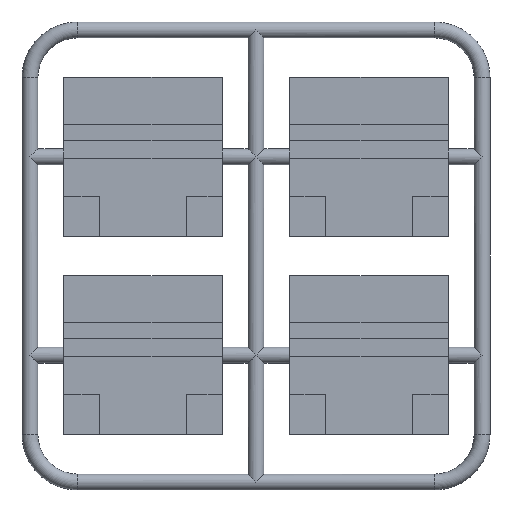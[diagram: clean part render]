
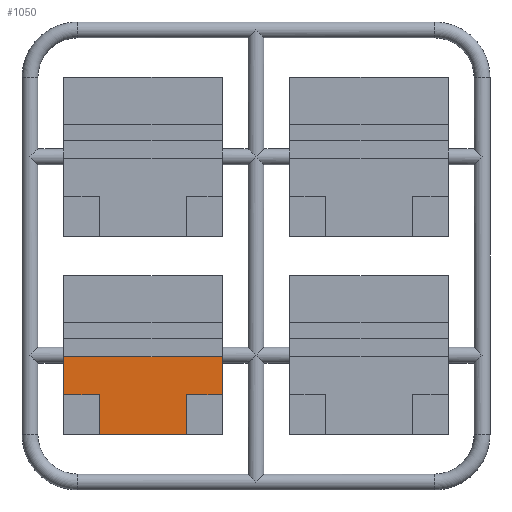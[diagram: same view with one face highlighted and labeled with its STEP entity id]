
A CAD part, top view. The second image highlights one B-rep face of the part: STEP entity #1050.
In plain terms, the highlighted planar face has unit normal (0, 0, 1).
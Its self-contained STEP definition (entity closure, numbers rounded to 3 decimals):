
#143=FACE_OUTER_BOUND('',#203,.T.);
#203=EDGE_LOOP('',(#749,#750,#751,#752,#753,#754,#755,#756));
#281=LINE('',#1650,#370);
#292=LINE('',#1672,#381);
#299=LINE('',#1685,#388);
#300=LINE('',#1688,#389);
#301=LINE('',#1690,#390);
#302=LINE('',#1691,#391);
#303=LINE('',#1693,#392);
#304=LINE('',#1694,#393);
#370=VECTOR('',#1291,10.);
#381=VECTOR('',#1304,10.);
#388=VECTOR('',#1315,10.);
#389=VECTOR('',#1318,10.);
#390=VECTOR('',#1319,10.);
#391=VECTOR('',#1320,10.);
#392=VECTOR('',#1321,10.);
#393=VECTOR('',#1322,10.);
#454=VERTEX_POINT('',#1647);
#455=VERTEX_POINT('',#1649);
#464=VERTEX_POINT('',#1669);
#465=VERTEX_POINT('',#1671);
#469=VERTEX_POINT('',#1683);
#470=VERTEX_POINT('',#1687);
#471=VERTEX_POINT('',#1689);
#472=VERTEX_POINT('',#1692);
#563=EDGE_CURVE('',#455,#454,#281,.T.);
#574=EDGE_CURVE('',#465,#464,#292,.T.);
#581=EDGE_CURVE('',#464,#469,#299,.T.);
#582=EDGE_CURVE('',#470,#469,#300,.T.);
#583=EDGE_CURVE('',#470,#471,#301,.T.);
#584=EDGE_CURVE('',#471,#455,#302,.T.);
#585=EDGE_CURVE('',#454,#472,#303,.T.);
#586=EDGE_CURVE('',#472,#465,#304,.T.);
#749=ORIENTED_EDGE('',*,*,#581,.T.);
#750=ORIENTED_EDGE('',*,*,#582,.F.);
#751=ORIENTED_EDGE('',*,*,#583,.T.);
#752=ORIENTED_EDGE('',*,*,#584,.T.);
#753=ORIENTED_EDGE('',*,*,#563,.T.);
#754=ORIENTED_EDGE('',*,*,#585,.T.);
#755=ORIENTED_EDGE('',*,*,#586,.T.);
#756=ORIENTED_EDGE('',*,*,#574,.T.);
#1012=PLANE('',#1136);
#1050=ADVANCED_FACE('',(#143),#1012,.T.);
#1136=AXIS2_PLACEMENT_3D('',#1686,#1316,#1317);
#1291=DIRECTION('',(1.,0.,0.));
#1304=DIRECTION('',(0.,1.,0.));
#1315=DIRECTION('',(-1.,0.,0.));
#1316=DIRECTION('center_axis',(0.,0.,1.));
#1317=DIRECTION('ref_axis',(1.,0.,0.));
#1318=DIRECTION('',(0.,1.,0.));
#1319=DIRECTION('',(1.,0.,0.));
#1320=DIRECTION('',(0.,-1.,0.));
#1321=DIRECTION('',(0.,1.,0.));
#1322=DIRECTION('',(1.,0.,0.));
#1647=CARTESIAN_POINT('',(12.446,0.427,2.847));
#1649=CARTESIAN_POINT('',(3.646,0.427,2.847));
#1650=CARTESIAN_POINT('',(0.046,0.427,2.847));
#1669=CARTESIAN_POINT('',(16.046,8.277,2.847));
#1671=CARTESIAN_POINT('',(16.046,4.427,2.847));
#1672=CARTESIAN_POINT('',(16.046,0.427,2.847));
#1683=CARTESIAN_POINT('',(0.046,8.277,2.847));
#1685=CARTESIAN_POINT('',(4.046,8.277,2.847));
#1686=CARTESIAN_POINT('Origin',(0.046,0.427,2.847));
#1687=CARTESIAN_POINT('',(0.046,4.427,2.847));
#1688=CARTESIAN_POINT('',(0.046,0.427,2.847));
#1689=CARTESIAN_POINT('',(3.646,4.427,2.847));
#1690=CARTESIAN_POINT('',(1.846,4.427,2.847));
#1691=CARTESIAN_POINT('',(3.646,0.427,2.847));
#1692=CARTESIAN_POINT('',(12.446,4.427,2.847));
#1693=CARTESIAN_POINT('',(12.446,2.427,2.847));
#1694=CARTESIAN_POINT('',(8.046,4.427,2.847));
